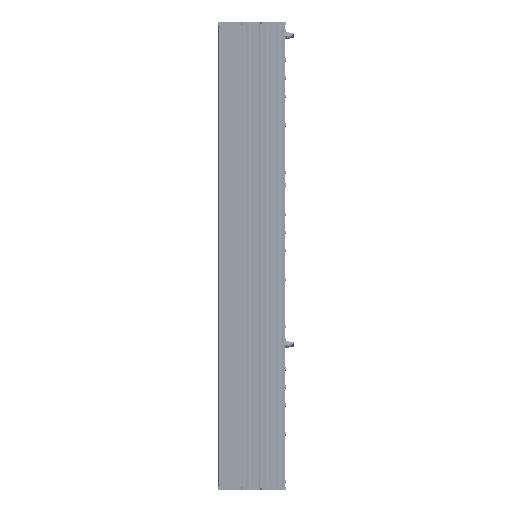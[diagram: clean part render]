
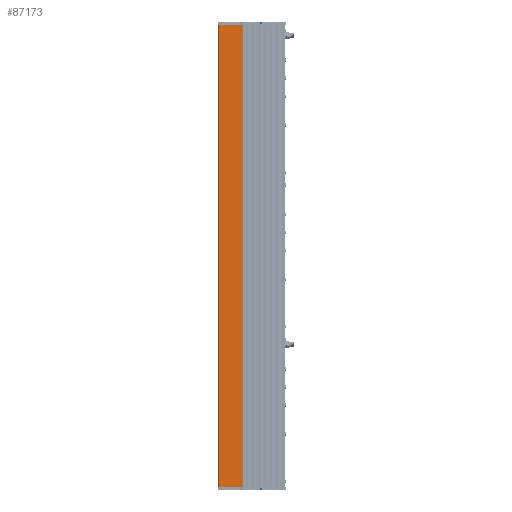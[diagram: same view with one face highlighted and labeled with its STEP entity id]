
A CAD part, front view. The second image highlights one B-rep face of the part: STEP entity #87173.
In plain terms, the highlighted face is planar.
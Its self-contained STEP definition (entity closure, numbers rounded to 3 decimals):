
#999 = CARTESIAN_POINT ( 'NONE',  ( -7.9, 4.5, -900. ) ) ;
#1405 = DIRECTION ( 'NONE',  ( 0., 0., -1. ) ) ;
#2174 = VERTEX_POINT ( 'NONE', #46049 ) ;
#12240 = CARTESIAN_POINT ( 'NONE',  ( -8.45, 4.5, -900. ) ) ;
#14991 = ORIENTED_EDGE ( 'NONE', *, *, #23275, .T. ) ;
#18872 = VECTOR ( 'NONE', #24889, 1000. ) ;
#22690 = EDGE_LOOP ( 'NONE', ( #89126, #14991, #67179, #100562 ) ) ;
#23275 = EDGE_CURVE ( 'NONE', #39721, #99851, #44959, .T. ) ;
#24889 = DIRECTION ( 'NONE',  ( -1., 0., 0. ) ) ;
#30871 = CARTESIAN_POINT ( 'NONE',  ( -56.6, 4.5, -900. ) ) ;
#33689 = FACE_OUTER_BOUND ( 'NONE', #22690, .T. ) ;
#37764 = DIRECTION ( 'NONE',  ( 0., 0., 1. ) ) ;
#39721 = VERTEX_POINT ( 'NONE', #95905 ) ;
#43839 = CARTESIAN_POINT ( 'NONE',  ( -8.45, 4.5, -900. ) ) ;
#44959 = LINE ( 'NONE', #43839, #95088 ) ;
#45078 = VERTEX_POINT ( 'NONE', #93961 ) ;
#46049 = CARTESIAN_POINT ( 'NONE',  ( -56.6, 4.5, 0. ) ) ;
#58523 = DIRECTION ( 'NONE',  ( -1., 0., 0. ) ) ;
#65325 = EDGE_CURVE ( 'NONE', #45078, #2174, #83460, .T. ) ;
#67179 = ORIENTED_EDGE ( 'NONE', *, *, #83701, .T. ) ;
#77151 = DIRECTION ( 'NONE',  ( 0., 0., 1. ) ) ;
#77558 = VECTOR ( 'NONE', #37764, 1000. ) ;
#78848 = DIRECTION ( 'NONE',  ( 0., 1., 0. ) ) ;
#83460 = LINE ( 'NONE', #30871, #77558 ) ;
#83701 = EDGE_CURVE ( 'NONE', #99851, #45078, #93013, .T. ) ;
#85105 = AXIS2_PLACEMENT_3D ( 'NONE', #999, #78848, #77151 ) ;
#87173 = ADVANCED_FACE ( 'NONE', ( #33689 ), #104043, .T. ) ;
#89030 = VECTOR ( 'NONE', #58523, 1000. ) ;
#89126 = ORIENTED_EDGE ( 'NONE', *, *, #90225, .F. ) ;
#90193 = LINE ( 'NONE', #90760, #89030 ) ;
#90225 = EDGE_CURVE ( 'NONE', #39721, #2174, #90193, .T. ) ;
#90760 = CARTESIAN_POINT ( 'NONE',  ( -7.9, 4.5, 0. ) ) ;
#93013 = LINE ( 'NONE', #103303, #18872 ) ;
#93961 = CARTESIAN_POINT ( 'NONE',  ( -56.6, 4.5, -900. ) ) ;
#95088 = VECTOR ( 'NONE', #1405, 1000. ) ;
#95905 = CARTESIAN_POINT ( 'NONE',  ( -8.45, 4.5, 0. ) ) ;
#99851 = VERTEX_POINT ( 'NONE', #12240 ) ;
#100562 = ORIENTED_EDGE ( 'NONE', *, *, #65325, .T. ) ;
#103303 = CARTESIAN_POINT ( 'NONE',  ( -7.9, 4.5, -900. ) ) ;
#104043 = PLANE ( 'NONE',  #85105 ) ;
